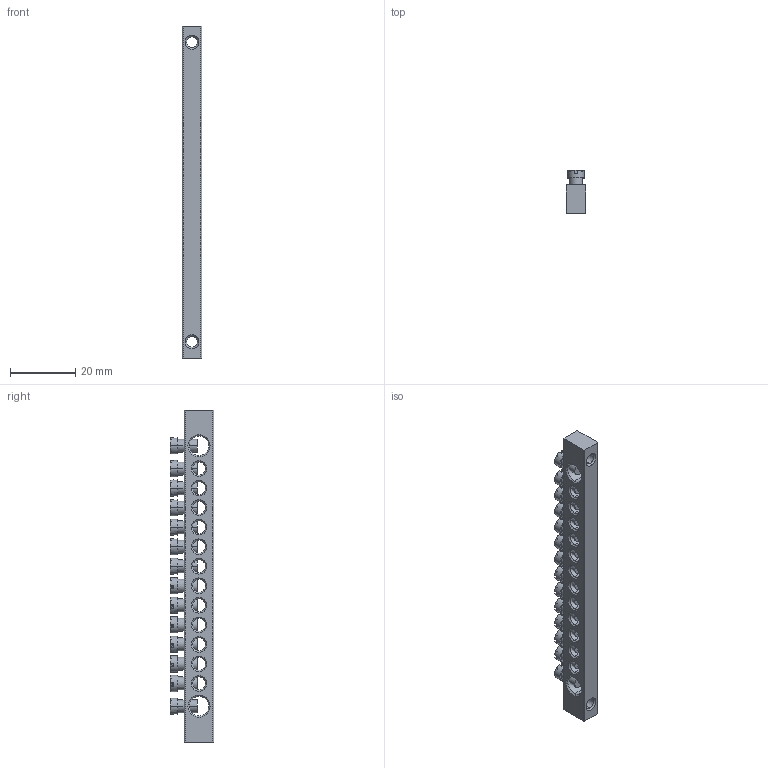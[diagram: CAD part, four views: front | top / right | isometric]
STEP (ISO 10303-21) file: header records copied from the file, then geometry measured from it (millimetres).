
FILE_DESCRIPTION (( 'STEP AP214' ), '1' );
FILE_NAME ('YNN11-14-100 Øèíà PEN çåìëÿ-íîëü 6õ9ìì 14_2 (14ãðóïïû_êðåï ïî êðàÿì) ÈÝÊ.STEP', '2016-08-24T13:25:54', ( 'user' ), ( '' ), 'SwSTEP 2.0', 'SolidWorks 2014', '' );
FILE_SCHEMA (( 'AUTOMOTIVE_DESIGN' ));
Length unit declared in the file: millimetre
Products named in the file (3): YNN11-14-100 Øèíà PEN çåìëÿ-íîëü 6õ9ìì 14_2 (14ãðóïïû_êðåï ïî êðàÿì) ÈÝÊ; Øèíà ÂõÍ n-2_6å9 14-2; Âèíò_Œ4
Assembly tree (15 placements, depth 2):
  YNN11-14-100 Øèíà PEN çåìëÿ-íîëü 6õ9ìì 14_2 (14ãðóïïû_êðåï ïî êðàÿì) ÈÝÊ
    Øèíà ÂõÍ n-2_6å9 14-2
    Âèíò_Œ4  x14
Bounding box: 6 x 13.3 x 102 mm (x, y, z)
Volume: 5267.3 mm3; surface area: 6332.7 mm2
Topology: 15 solids, 15 shells, 718 faces, 1934 edges, 1246 vertices
Faces by surface type: plane 444, cone 158, cylinder 116
Entity records: 7283 total; most frequent: CARTESIAN_POINT 1829, DIRECTION 1095, ORIENTED_EDGE 978, EDGE_CURVE 489, AXIS2_PLACEMENT_3D 433, VERTEX_POINT 297, EDGE_LOOP 260, LINE 229
